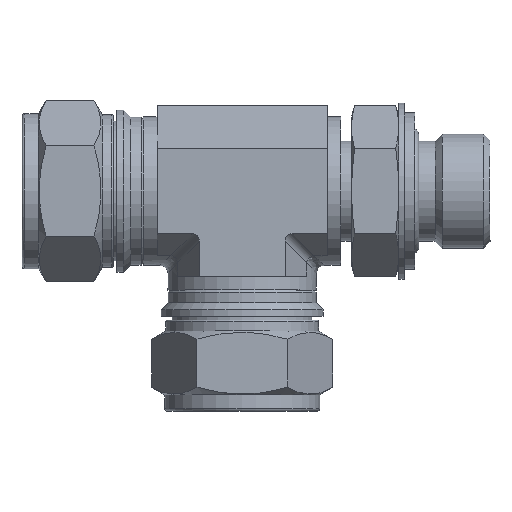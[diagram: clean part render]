
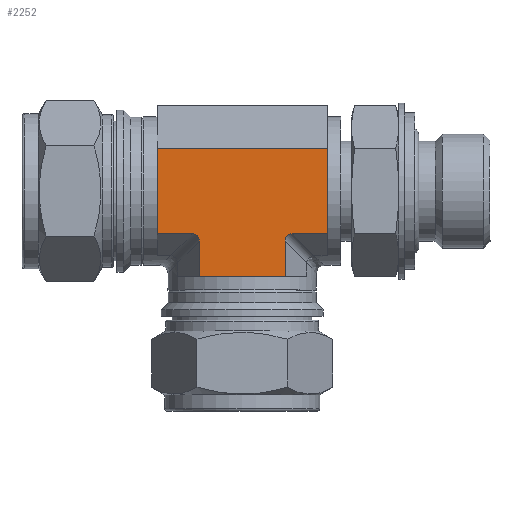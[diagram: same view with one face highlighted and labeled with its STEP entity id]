
A CAD part, top view. The second image highlights one B-rep face of the part: STEP entity #2252.
In plain terms, the highlighted planar face has unit normal (0, 0, 1).
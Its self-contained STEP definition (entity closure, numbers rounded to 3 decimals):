
#20=ELLIPSE('',#2459,1.936,1.5);
#30=ELLIPSE('',#2484,1.936,1.5);
#371=FACE_OUTER_BOUND('',#522,.T.);
#522=EDGE_LOOP('',(#1901,#1902,#1903,#1904,#1905,#1906,#1907,#1908,#1909,
#1910,#1911,#1912,#1913));
#635=LINE('',#3789,#775);
#642=LINE('',#3843,#782);
#649=LINE('',#3901,#789);
#650=LINE('',#3903,#790);
#652=LINE('',#3908,#792);
#657=LINE('',#3917,#797);
#667=LINE('',#3959,#807);
#672=LINE('',#3970,#812);
#674=LINE('',#3975,#814);
#678=LINE('',#3983,#818);
#679=LINE('',#3984,#819);
#775=VECTOR('',#3006,10.);
#782=VECTOR('',#3031,10.);
#789=VECTOR('',#3072,10.);
#790=VECTOR('',#3075,10.);
#792=VECTOR('',#3081,10.);
#797=VECTOR('',#3088,10.);
#807=VECTOR('',#3134,10.);
#812=VECTOR('',#3147,10.);
#814=VECTOR('',#3153,10.);
#818=VECTOR('',#3161,10.);
#819=VECTOR('',#3162,10.);
#984=VERTEX_POINT('',#3709);
#985=VERTEX_POINT('',#3710);
#997=VERTEX_POINT('',#3771);
#1004=VERTEX_POINT('',#3788);
#1010=VERTEX_POINT('',#3835);
#1011=VERTEX_POINT('',#3837);
#1012=VERTEX_POINT('',#3841);
#1023=VERTEX_POINT('',#3907);
#1026=VERTEX_POINT('',#3915);
#1027=VERTEX_POINT('',#3919);
#1038=VERTEX_POINT('',#3945);
#1043=VERTEX_POINT('',#3974);
#1045=VERTEX_POINT('',#3982);
#1251=EDGE_CURVE('',#984,#985,#20,.T.);
#1276=EDGE_CURVE('',#1004,#985,#635,.T.);
#1286=EDGE_CURVE('',#1010,#1011,#30,.T.);
#1289=EDGE_CURVE('',#1012,#1010,#642,.T.);
#1307=EDGE_CURVE('',#1012,#997,#649,.T.);
#1308=EDGE_CURVE('',#997,#1004,#650,.T.);
#1310=EDGE_CURVE('',#1023,#1011,#652,.T.);
#1315=EDGE_CURVE('',#984,#1026,#657,.T.);
#1337=EDGE_CURVE('',#1038,#1026,#667,.T.);
#1342=EDGE_CURVE('',#1027,#1023,#672,.T.);
#1344=EDGE_CURVE('',#1043,#1027,#674,.T.);
#1348=EDGE_CURVE('',#1045,#1038,#678,.T.);
#1349=EDGE_CURVE('',#1043,#1045,#679,.T.);
#1901=ORIENTED_EDGE('',*,*,#1315,.T.);
#1902=ORIENTED_EDGE('',*,*,#1337,.F.);
#1903=ORIENTED_EDGE('',*,*,#1348,.F.);
#1904=ORIENTED_EDGE('',*,*,#1349,.F.);
#1905=ORIENTED_EDGE('',*,*,#1344,.T.);
#1906=ORIENTED_EDGE('',*,*,#1342,.T.);
#1907=ORIENTED_EDGE('',*,*,#1310,.T.);
#1908=ORIENTED_EDGE('',*,*,#1286,.F.);
#1909=ORIENTED_EDGE('',*,*,#1289,.F.);
#1910=ORIENTED_EDGE('',*,*,#1307,.T.);
#1911=ORIENTED_EDGE('',*,*,#1308,.T.);
#1912=ORIENTED_EDGE('',*,*,#1276,.T.);
#1913=ORIENTED_EDGE('',*,*,#1251,.F.);
#2129=PLANE('',#2532);
#2252=ADVANCED_FACE('',(#371),#2129,.T.);
#2459=AXIS2_PLACEMENT_3D('',#3711,#2959,#2960);
#2484=AXIS2_PLACEMENT_3D('',#3838,#3025,#3026);
#2532=AXIS2_PLACEMENT_3D('',#3981,#3159,#3160);
#2959=DIRECTION('center_axis',(0.,0.,
1.));
#2960=DIRECTION('ref_axis',(-0.707,0.707,0.));
#3006=DIRECTION('',(0.,1.,0.));
#3025=DIRECTION('center_axis',(0.,0.,
1.));
#3026=DIRECTION('ref_axis',(0.707,0.707,0.));
#3031=DIRECTION('',(0.,1.,0.));
#3072=DIRECTION('',(1.,0.,0.));
#3075=DIRECTION('',(1.,0.,0.));
#3081=DIRECTION('',(1.,0.,0.));
#3088=DIRECTION('',(1.,0.,0.));
#3134=DIRECTION('',(0.,-1.,0.));
#3147=DIRECTION('',(0.,-1.,0.));
#3153=DIRECTION('',(0.,-1.,0.));
#3159=DIRECTION('center_axis',(0.,0.,
1.));
#3160=DIRECTION('ref_axis',(0.,-1.,0.));
#3161=DIRECTION('',(0.,-1.,0.));
#3162=DIRECTION('',(1.,0.,0.));
#3709=CARTESIAN_POINT('',(9.093,-7.794,13.5));
#3710=CARTESIAN_POINT('',(7.794,-9.093,13.5));
#3711=CARTESIAN_POINT('Origin',(9.526,-9.526,13.5));
#3771=CARTESIAN_POINT('',(0.,-15.5,13.5));
#3788=CARTESIAN_POINT('',(7.794,-15.5,13.5));
#3789=CARTESIAN_POINT('',(7.794,-15.5,13.5));
#3835=CARTESIAN_POINT('',(-7.794,-9.093,13.5));
#3837=CARTESIAN_POINT('',(-9.093,-7.794,13.5));
#3838=CARTESIAN_POINT('Origin',(-9.526,-9.526,13.5));
#3841=CARTESIAN_POINT('',(-7.794,-15.5,13.5));
#3843=CARTESIAN_POINT('',(-7.794,-15.5,13.5));
#3901=CARTESIAN_POINT('',(-7.794,-15.5,13.5));
#3903=CARTESIAN_POINT('',(-7.794,-15.5,13.5));
#3907=CARTESIAN_POINT('',(-15.5,-7.794,13.5));
#3908=CARTESIAN_POINT('',(-15.5,-7.794,13.5));
#3915=CARTESIAN_POINT('',(15.5,-7.794,13.5));
#3917=CARTESIAN_POINT('',(-15.5,-7.794,13.5));
#3919=CARTESIAN_POINT('',(-15.5,0.,13.5));
#3945=CARTESIAN_POINT('',(15.5,0.,13.5));
#3959=CARTESIAN_POINT('',(15.5,4.419,13.5));
#3970=CARTESIAN_POINT('',(-15.5,7.794,13.5));
#3974=CARTESIAN_POINT('',(-15.5,7.794,13.5));
#3975=CARTESIAN_POINT('',(-15.5,7.794,13.5));
#3981=CARTESIAN_POINT('Origin',(-15.5,7.794,13.5));
#3982=CARTESIAN_POINT('',(15.5,7.794,13.5));
#3983=CARTESIAN_POINT('',(15.5,4.419,13.5));
#3984=CARTESIAN_POINT('',(-15.5,7.794,13.5));
